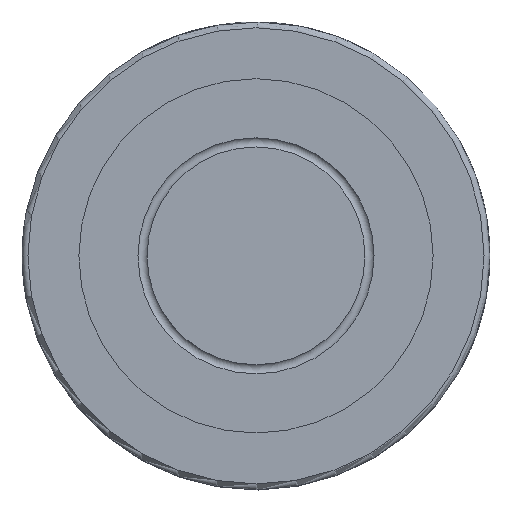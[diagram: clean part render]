
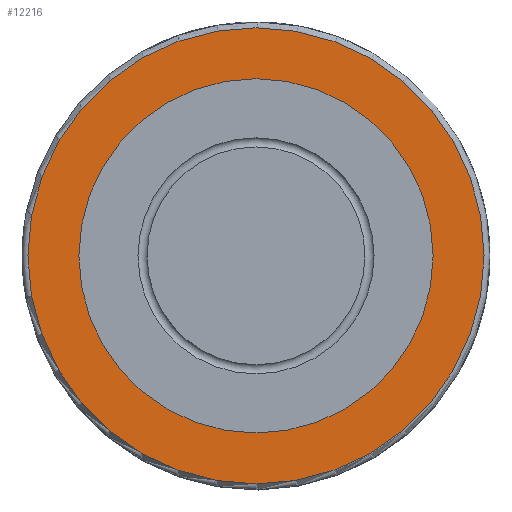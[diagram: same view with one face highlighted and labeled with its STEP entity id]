
A CAD part, top view. The second image highlights one B-rep face of the part: STEP entity #12216.
In plain terms, the highlighted planar face has unit normal (0, 0, 1).
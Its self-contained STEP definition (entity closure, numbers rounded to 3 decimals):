
#889=FACE_BOUND('',#2944,.T.);
#1306=CIRCLE('',#12961,10.05);
#1308=CIRCLE('',#12964,7.805);
#1609=PLANE('',#12963);
#2247=FACE_OUTER_BOUND('',#2943,.T.);
#2943=EDGE_LOOP('',(#10926));
#2944=EDGE_LOOP('',(#10927));
#5744=VERTEX_POINT('',#26911);
#5745=VERTEX_POINT('',#26915);
#7471=EDGE_CURVE('',#5744,#5744,#1306,.T.);
#7473=EDGE_CURVE('',#5745,#5745,#1308,.T.);
#10926=ORIENTED_EDGE('',*,*,#7471,.T.);
#10927=ORIENTED_EDGE('',*,*,#7473,.F.);
#12216=ADVANCED_FACE('',(#2247,#889),#1609,.T.);
#12961=AXIS2_PLACEMENT_3D('',#26912,#15231,#15232);
#12963=AXIS2_PLACEMENT_3D('',#26914,#15235,#15236);
#12964=AXIS2_PLACEMENT_3D('',#26916,#15237,#15238);
#15231=DIRECTION('center_axis',(0.,0.,1.));
#15232=DIRECTION('ref_axis',(1.,0.,0.));
#15235=DIRECTION('center_axis',(0.,0.,1.));
#15236=DIRECTION('ref_axis',(1.,0.,0.));
#15237=DIRECTION('center_axis',(0.,0.,1.));
#15238=DIRECTION('ref_axis',(1.,0.,0.));
#26911=CARTESIAN_POINT('',(-10.05,0.,3.665));
#26912=CARTESIAN_POINT('Origin',(0.,0.,3.665));
#26914=CARTESIAN_POINT('Origin',(0.,-7.805,3.665));
#26915=CARTESIAN_POINT('',(0.,7.805,3.665));
#26916=CARTESIAN_POINT('Origin',(0.,0.,3.665));
